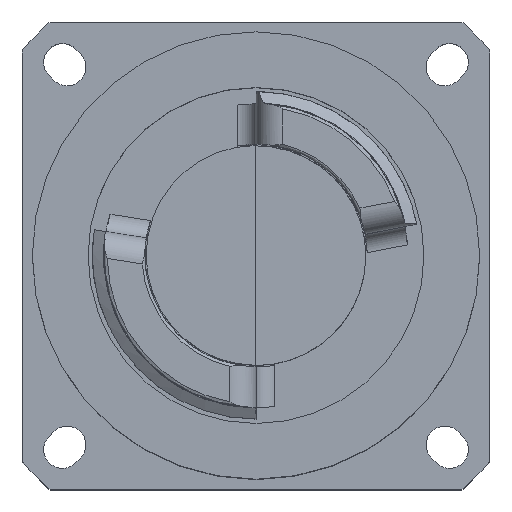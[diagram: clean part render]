
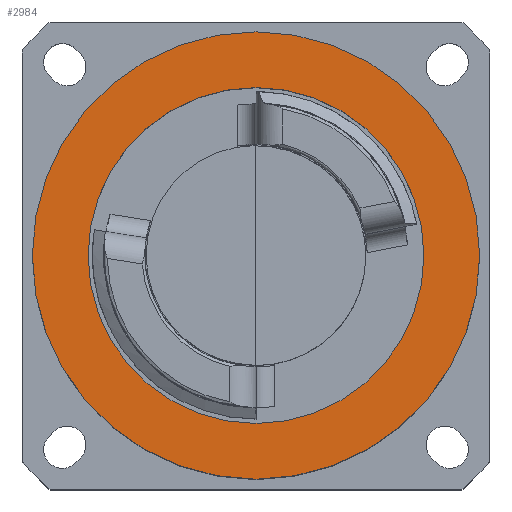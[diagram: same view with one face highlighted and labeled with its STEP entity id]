
A CAD part, top view. The second image highlights one B-rep face of the part: STEP entity #2984.
In plain terms, the highlighted planar face has unit normal (0, 0, 1).
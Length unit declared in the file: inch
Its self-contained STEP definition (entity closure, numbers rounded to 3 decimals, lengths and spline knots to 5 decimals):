
#97 = DIRECTION ( 'NONE',  ( 0., 0., 1. ) ) ;
#267 = EDGE_LOOP ( 'NONE', ( #3620, #4021 ) ) ;
#408 = DIRECTION ( 'NONE',  ( 0., 0., -1. ) ) ;
#590 = CARTESIAN_POINT ( 'NONE',  ( 0., -0.7625, -0.45 ) ) ;
#706 = CARTESIAN_POINT ( 'NONE',  ( 0., 0.7625, -0.45 ) ) ;
#881 = CARTESIAN_POINT ( 'NONE',  ( 0., 0., -0.45 ) ) ;
#1139 = ORIENTED_EDGE ( 'NONE', *, *, #5354, .F. ) ;
#1273 = PLANE ( 'NONE',  #2615 ) ;
#1541 = EDGE_CURVE ( 'NONE', #5126, #3865, #4672, .T. ) ;
#1813 = DIRECTION ( 'NONE',  ( -1., 0., 0. ) ) ;
#1960 = EDGE_LOOP ( 'NONE', ( #4478, #1139 ) ) ;
#2044 = DIRECTION ( 'NONE',  ( 0., 1., 0. ) ) ;
#2613 = AXIS2_PLACEMENT_3D ( 'NONE', #5467, #97, #2044 ) ;
#2615 = AXIS2_PLACEMENT_3D ( 'NONE', #4231, #408, #1813 ) ;
#2664 = EDGE_CURVE ( 'NONE', #3865, #5126, #5398, .T. ) ;
#2984 = ADVANCED_FACE ( 'NONE', ( #3768, #5240 ), #1273, .F. ) ;
#3326 = AXIS2_PLACEMENT_3D ( 'NONE', #4591, #5527, #4002 ) ;
#3595 = VERTEX_POINT ( 'NONE', #3999 ) ;
#3620 = ORIENTED_EDGE ( 'NONE', *, *, #1541, .T. ) ;
#3768 = FACE_OUTER_BOUND ( 'NONE', #267, .T. ) ;
#3865 = VERTEX_POINT ( 'NONE', #590 ) ;
#3913 = VERTEX_POINT ( 'NONE', #4994 ) ;
#3920 = EDGE_CURVE ( 'NONE', #3595, #3913, #3972, .T. ) ;
#3972 = CIRCLE ( 'NONE', #3976, 0.5725 ) ;
#3976 = AXIS2_PLACEMENT_3D ( 'NONE', #5924, #4900, #5893 ) ;
#3999 = CARTESIAN_POINT ( 'NONE',  ( 0., 0.5725, -0.45 ) ) ;
#4002 = DIRECTION ( 'NONE',  ( 0., 1., 0. ) ) ;
#4021 = ORIENTED_EDGE ( 'NONE', *, *, #2664, .T. ) ;
#4231 = CARTESIAN_POINT ( 'NONE',  ( -0.5725, 0., -0.45 ) ) ;
#4310 = AXIS2_PLACEMENT_3D ( 'NONE', #881, #4805, #5675 ) ;
#4478 = ORIENTED_EDGE ( 'NONE', *, *, #3920, .F. ) ;
#4591 = CARTESIAN_POINT ( 'NONE',  ( 0., 0., -0.45 ) ) ;
#4672 = CIRCLE ( 'NONE', #3326, 0.7625 ) ;
#4805 = DIRECTION ( 'NONE',  ( 0., 0., 1. ) ) ;
#4900 = DIRECTION ( 'NONE',  ( 0., 0., 1. ) ) ;
#4994 = CARTESIAN_POINT ( 'NONE',  ( 0., -0.5725, -0.45 ) ) ;
#5126 = VERTEX_POINT ( 'NONE', #706 ) ;
#5240 = FACE_BOUND ( 'NONE', #1960, .T. ) ;
#5354 = EDGE_CURVE ( 'NONE', #3913, #3595, #5752, .T. ) ;
#5398 = CIRCLE ( 'NONE', #2613, 0.7625 ) ;
#5467 = CARTESIAN_POINT ( 'NONE',  ( 0., 0., -0.45 ) ) ;
#5527 = DIRECTION ( 'NONE',  ( 0., 0., 1. ) ) ;
#5675 = DIRECTION ( 'NONE',  ( 0., 1., 0. ) ) ;
#5752 = CIRCLE ( 'NONE', #4310, 0.5725 ) ;
#5893 = DIRECTION ( 'NONE',  ( 0., 1., 0. ) ) ;
#5924 = CARTESIAN_POINT ( 'NONE',  ( 0., 0., -0.45 ) ) ;
